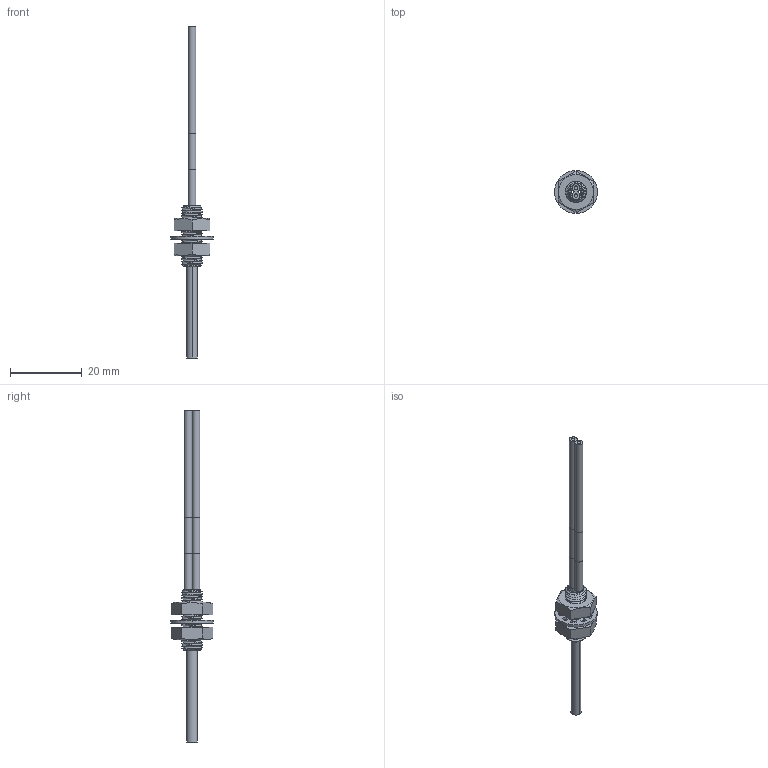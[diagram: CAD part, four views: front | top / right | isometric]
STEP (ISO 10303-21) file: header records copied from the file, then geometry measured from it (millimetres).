
FILE_DESCRIPTION((''),'2;1');
FILE_NAME('194019_ASM','2016-04-01T',('PDMAdmin'),(''),'PRO/ENGINEER BY PARAMETRIC TECHNOLOGY CORPORATION, 2013230','PRO/ENGINEER BY PARAMETRIC TECHNOLOGY CORPORATION, 2013230','');
FILE_SCHEMA(('CONFIG_CONTROL_DESIGN'));
Length unit declared in the file: inch
Products named in the file (10): 13958; 09610_13969; 10147; FIBER_CORE_1MM; 10147_BARE_CORE67; 10147_ASM; 08398_M6X0_75_HEX_JAM_NUT_SS_; 08395; 27565_ASM; 194019_ASM
Assembly tree (12 placements, depth 4):
  194019_ASM
    27565_ASM
      13958
      09610_13969
      10147_ASM
        10147
        FIBER_CORE_1MM  x2
        10147_BARE_CORE67  x2
      08398_M6X0_75_HEX_JAM_NUT_SS_  x2
      08395
Bounding box: 11.92 x 11.92 x 92.42 mm (x, y, z)
Volume: 1117.3 mm3; surface area: 3657.6 mm2
Topology: 10 solids, 10 shells, 271 faces, 662 edges, 411 vertices
Faces by surface type: cylinder 125, cone 66, plane 52, bspline 20, torus 8
Entity records: 13190 total; most frequent: CARTESIAN_POINT 7732, ORIENTED_EDGE 1116, DIRECTION 1096, EDGE_CURVE 558, AXIS2_PLACEMENT_3D 428, VERTEX_POINT 353, VECTOR 240, LINE 240
